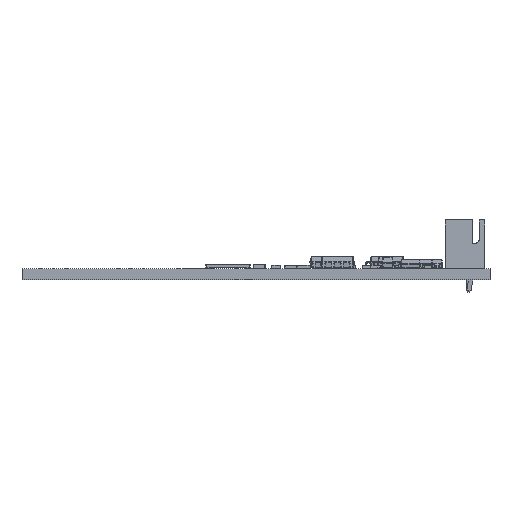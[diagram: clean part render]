
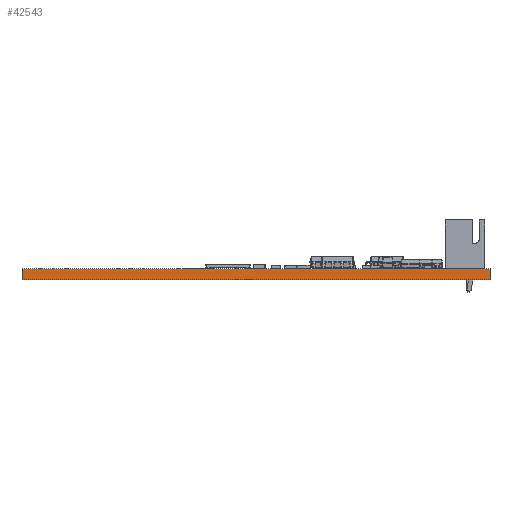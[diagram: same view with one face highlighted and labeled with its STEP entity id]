
A CAD part, left-side view. The second image highlights one B-rep face of the part: STEP entity #42543.
In plain terms, the highlighted planar face has unit normal (-1, 0, 0).
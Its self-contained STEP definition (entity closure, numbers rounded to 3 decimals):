
#42543 = ADVANCED_FACE('',(#42544),#42558,.F.);
#42544 = FACE_BOUND('',#42545,.F.);
#42545 = EDGE_LOOP('',(#42546,#42581,#42609,#42637));
#42546 = ORIENTED_EDGE('',*,*,#42547,.T.);
#42547 = EDGE_CURVE('',#42548,#42550,#42552,.T.);
#42548 = VERTEX_POINT('',#42549);
#42549 = CARTESIAN_POINT('',(50.,-50.,0.));
#42550 = VERTEX_POINT('',#42551);
#42551 = CARTESIAN_POINT('',(50.,-50.,1.6));
#42552 = SURFACE_CURVE('',#42553,(#42557,#42569),.PCURVE_S1.);
#42553 = LINE('',#42554,#42555);
#42554 = CARTESIAN_POINT('',(50.,-50.,0.));
#42555 = VECTOR('',#42556,1.);
#42556 = DIRECTION('',(0.,0.,1.));
#42557 = PCURVE('',#42558,#42563);
#42558 = PLANE('',#42559);
#42559 = AXIS2_PLACEMENT_3D('',#42560,#42561,#42562);
#42560 = CARTESIAN_POINT('',(50.,-50.,0.));
#42561 = DIRECTION('',(1.,0.,0.));
#42562 = DIRECTION('',(0.,-1.,0.));
#42563 = DEFINITIONAL_REPRESENTATION('',(#42564),#42568);
#42564 = LINE('',#42565,#42566);
#42565 = CARTESIAN_POINT('',(0.,0.));
#42566 = VECTOR('',#42567,1.);
#42567 = DIRECTION('',(0.,-1.));
#42568 = ( GEOMETRIC_REPRESENTATION_CONTEXT(2) 
PARAMETRIC_REPRESENTATION_CONTEXT() REPRESENTATION_CONTEXT('2D SPACE',''
  ) );
#42569 = PCURVE('',#42570,#42575);
#42570 = PLANE('',#42571);
#42571 = AXIS2_PLACEMENT_3D('',#42572,#42573,#42574);
#42572 = CARTESIAN_POINT('',(110.,-50.,0.));
#42573 = DIRECTION('',(0.,-1.,0.));
#42574 = DIRECTION('',(-1.,0.,0.));
#42575 = DEFINITIONAL_REPRESENTATION('',(#42576),#42580);
#42576 = LINE('',#42577,#42578);
#42577 = CARTESIAN_POINT('',(60.,0.));
#42578 = VECTOR('',#42579,1.);
#42579 = DIRECTION('',(0.,-1.));
#42580 = ( GEOMETRIC_REPRESENTATION_CONTEXT(2) 
PARAMETRIC_REPRESENTATION_CONTEXT() REPRESENTATION_CONTEXT('2D SPACE',''
  ) );
#42581 = ORIENTED_EDGE('',*,*,#42582,.T.);
#42582 = EDGE_CURVE('',#42550,#42583,#42585,.T.);
#42583 = VERTEX_POINT('',#42584);
#42584 = CARTESIAN_POINT('',(50.,-117.5,1.6));
#42585 = SURFACE_CURVE('',#42586,(#42590,#42597),.PCURVE_S1.);
#42586 = LINE('',#42587,#42588);
#42587 = CARTESIAN_POINT('',(50.,-50.,1.6));
#42588 = VECTOR('',#42589,1.);
#42589 = DIRECTION('',(0.,-1.,0.));
#42590 = PCURVE('',#42558,#42591);
#42591 = DEFINITIONAL_REPRESENTATION('',(#42592),#42596);
#42592 = LINE('',#42593,#42594);
#42593 = CARTESIAN_POINT('',(0.,-1.6));
#42594 = VECTOR('',#42595,1.);
#42595 = DIRECTION('',(1.,0.));
#42596 = ( GEOMETRIC_REPRESENTATION_CONTEXT(2) 
PARAMETRIC_REPRESENTATION_CONTEXT() REPRESENTATION_CONTEXT('2D SPACE',''
  ) );
#42597 = PCURVE('',#42598,#42603);
#42598 = PLANE('',#42599);
#42599 = AXIS2_PLACEMENT_3D('',#42600,#42601,#42602);
#42600 = CARTESIAN_POINT('',(80.,-83.75,1.6));
#42601 = DIRECTION('',(0.,0.,1.));
#42602 = DIRECTION('',(1.,0.,0.));
#42603 = DEFINITIONAL_REPRESENTATION('',(#42604),#42608);
#42604 = LINE('',#42605,#42606);
#42605 = CARTESIAN_POINT('',(-30.,33.75));
#42606 = VECTOR('',#42607,1.);
#42607 = DIRECTION('',(0.,-1.));
#42608 = ( GEOMETRIC_REPRESENTATION_CONTEXT(2) 
PARAMETRIC_REPRESENTATION_CONTEXT() REPRESENTATION_CONTEXT('2D SPACE',''
  ) );
#42609 = ORIENTED_EDGE('',*,*,#42610,.F.);
#42610 = EDGE_CURVE('',#42611,#42583,#42613,.T.);
#42611 = VERTEX_POINT('',#42612);
#42612 = CARTESIAN_POINT('',(50.,-117.5,0.));
#42613 = SURFACE_CURVE('',#42614,(#42618,#42625),.PCURVE_S1.);
#42614 = LINE('',#42615,#42616);
#42615 = CARTESIAN_POINT('',(50.,-117.5,0.));
#42616 = VECTOR('',#42617,1.);
#42617 = DIRECTION('',(0.,0.,1.));
#42618 = PCURVE('',#42558,#42619);
#42619 = DEFINITIONAL_REPRESENTATION('',(#42620),#42624);
#42620 = LINE('',#42621,#42622);
#42621 = CARTESIAN_POINT('',(67.5,0.));
#42622 = VECTOR('',#42623,1.);
#42623 = DIRECTION('',(0.,-1.));
#42624 = ( GEOMETRIC_REPRESENTATION_CONTEXT(2) 
PARAMETRIC_REPRESENTATION_CONTEXT() REPRESENTATION_CONTEXT('2D SPACE',''
  ) );
#42625 = PCURVE('',#42626,#42631);
#42626 = PLANE('',#42627);
#42627 = AXIS2_PLACEMENT_3D('',#42628,#42629,#42630);
#42628 = CARTESIAN_POINT('',(50.,-117.5,0.));
#42629 = DIRECTION('',(0.,1.,0.));
#42630 = DIRECTION('',(1.,0.,0.));
#42631 = DEFINITIONAL_REPRESENTATION('',(#42632),#42636);
#42632 = LINE('',#42633,#42634);
#42633 = CARTESIAN_POINT('',(0.,0.));
#42634 = VECTOR('',#42635,1.);
#42635 = DIRECTION('',(0.,-1.));
#42636 = ( GEOMETRIC_REPRESENTATION_CONTEXT(2) 
PARAMETRIC_REPRESENTATION_CONTEXT() REPRESENTATION_CONTEXT('2D SPACE',''
  ) );
#42637 = ORIENTED_EDGE('',*,*,#42638,.F.);
#42638 = EDGE_CURVE('',#42548,#42611,#42639,.T.);
#42639 = SURFACE_CURVE('',#42640,(#42644,#42651),.PCURVE_S1.);
#42640 = LINE('',#42641,#42642);
#42641 = CARTESIAN_POINT('',(50.,-50.,0.));
#42642 = VECTOR('',#42643,1.);
#42643 = DIRECTION('',(0.,-1.,0.));
#42644 = PCURVE('',#42558,#42645);
#42645 = DEFINITIONAL_REPRESENTATION('',(#42646),#42650);
#42646 = LINE('',#42647,#42648);
#42647 = CARTESIAN_POINT('',(0.,0.));
#42648 = VECTOR('',#42649,1.);
#42649 = DIRECTION('',(1.,0.));
#42650 = ( GEOMETRIC_REPRESENTATION_CONTEXT(2) 
PARAMETRIC_REPRESENTATION_CONTEXT() REPRESENTATION_CONTEXT('2D SPACE',''
  ) );
#42651 = PCURVE('',#42652,#42657);
#42652 = PLANE('',#42653);
#42653 = AXIS2_PLACEMENT_3D('',#42654,#42655,#42656);
#42654 = CARTESIAN_POINT('',(80.,-83.75,0.));
#42655 = DIRECTION('',(0.,0.,1.));
#42656 = DIRECTION('',(1.,0.,0.));
#42657 = DEFINITIONAL_REPRESENTATION('',(#42658),#42662);
#42658 = LINE('',#42659,#42660);
#42659 = CARTESIAN_POINT('',(-30.,33.75));
#42660 = VECTOR('',#42661,1.);
#42661 = DIRECTION('',(0.,-1.));
#42662 = ( GEOMETRIC_REPRESENTATION_CONTEXT(2) 
PARAMETRIC_REPRESENTATION_CONTEXT() REPRESENTATION_CONTEXT('2D SPACE',''
  ) );
